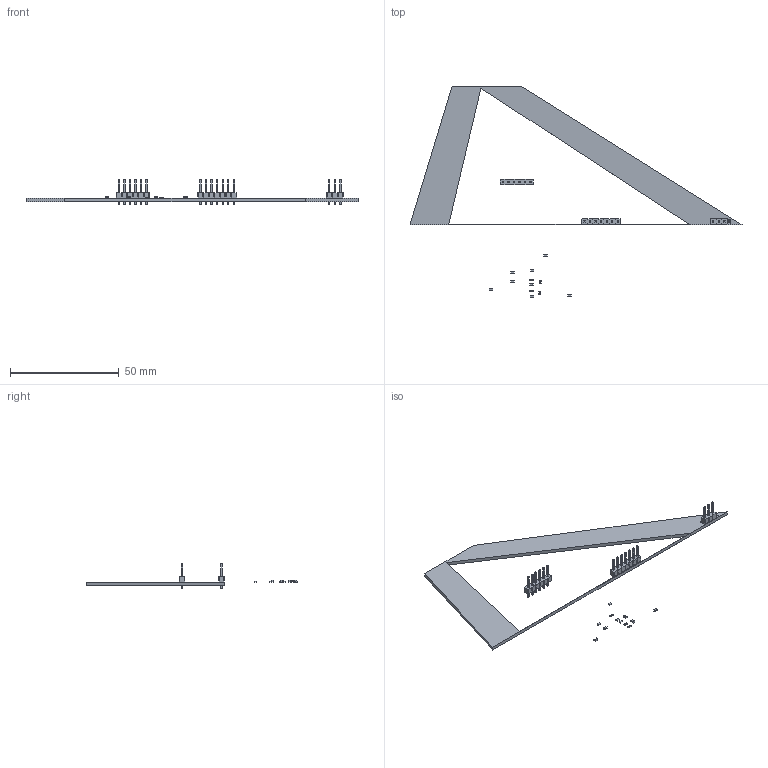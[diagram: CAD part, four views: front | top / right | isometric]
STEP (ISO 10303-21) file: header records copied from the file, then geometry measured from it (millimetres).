
FILE_DESCRIPTION(('KiCad electronic assembly'),'2;1');
FILE_NAME('SGTC_Center.step','2025-08-02T23:43:47',('Pcbnew'),('Kicad'), 'Open CASCADE STEP processor 7.9','KiCad to STEP converter','Unknown' );
FILE_SCHEMA(('AUTOMOTIVE_DESIGN { 1 0 10303 214 1 1 1 1 }'));
Length unit declared in the file: millimetre
Products named in the file (8): SGTC_Center 1; PinHeader_1x06_P2.54mm_Vertical; PinHeader_1x07_P2.54mm_Vertical; R_0603_1608Metric; C_0603_1608Metric; PinHeader_1x03_P2.54mm_Vertical; SGTC_Center_silkscreen; SGTC_Center_PCB
Assembly tree (17 placements, depth 2):
  SGTC_Center 1
    PinHeader_1x06_P2.54mm_Vertical
    PinHeader_1x07_P2.54mm_Vertical
    R_0603_1608Metric  x6
    C_0603_1608Metric  x6
    PinHeader_1x03_P2.54mm_Vertical
    SGTC_Center_silkscreen
    SGTC_Center_PCB
Bounding box: 152.4 x 96.97 x 11.54 mm (x, y, z)
Volume: 3925.5 mm3; surface area: 6665.3 mm2
Topology: 16 solids, 20 shells, 736 faces, 1866 edges, 1210 vertices
Faces by surface type: plane 613, cylinder 123
Full cylindrical faces by diameter (mm): 1 x3
Entity records: 16941 total; most frequent: CARTESIAN_POINT 2400, ORIENTED_EDGE 2282, DIRECTION 2199, EDGE_CURVE 1166, LINE 1101, VECTOR 1101, VERTEX_POINT 750, AXIS2_PLACEMENT_3D 549
